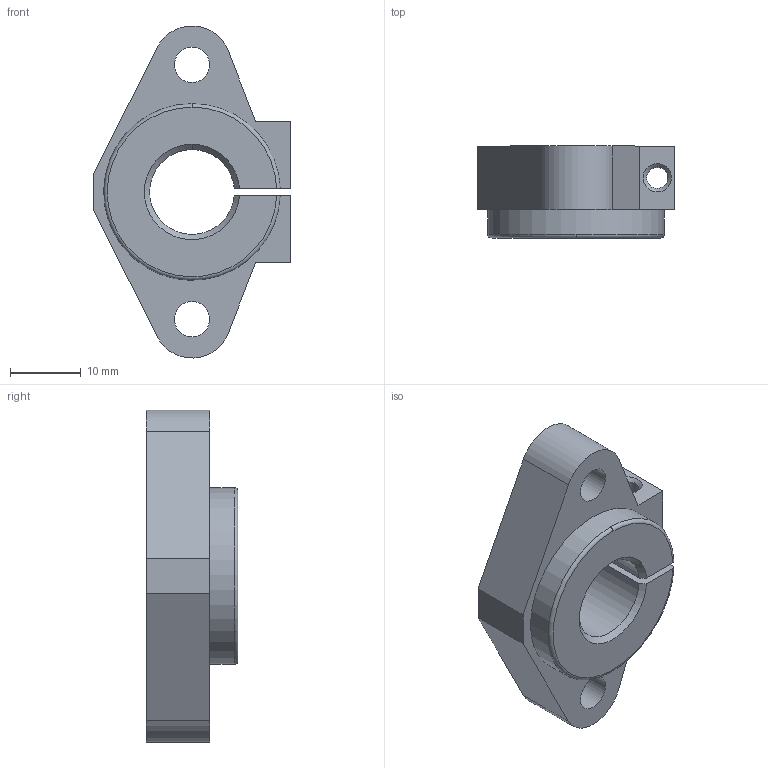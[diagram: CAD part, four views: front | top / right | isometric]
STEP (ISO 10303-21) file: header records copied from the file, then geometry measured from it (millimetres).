
FILE_DESCRIPTION(('FreeCAD Model'),'2;1');
FILE_NAME('scf12.step','2015-08-30T22:36:58', ('Author'),(''),'Open CASCADE STEP processor 6.8','FreeCAD','Unknown' );
FILE_SCHEMA(('AUTOMOTIVE_DESIGN_CC2 { 1 2 10303 214 -1 1 5 4 }'));
Length unit declared in the file: millimetre
Products named in the file (1): shf12
Bounding box: 28 x 13 x 46.99 mm (x, y, z)
Volume: 7795.7 mm3; surface area: 3905.2 mm2
Topology: 1 solids, 1 shells, 28 faces, 78 edges, 52 vertices
Faces by surface type: plane 14, cylinder 8, cone 4, torus 2
Full cylindrical faces by diameter (mm): 3 x2, 5 x2
Entity records: 2818 total; most frequent: CARTESIAN_POINT 1283, DIRECTION 269, ORIENTED_EDGE 156, PCURVE 156, DEFINITIONAL_REPRESENTATION 156, LINE 139, VECTOR 139, EDGE_CURVE 78
